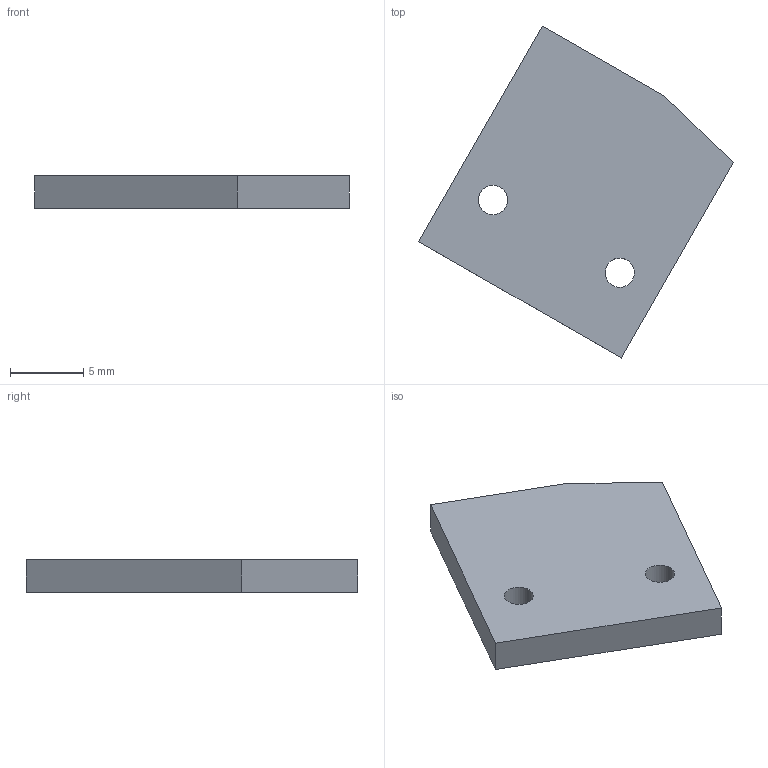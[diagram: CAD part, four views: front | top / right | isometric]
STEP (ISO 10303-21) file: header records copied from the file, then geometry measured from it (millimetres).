
FILE_DESCRIPTION(/* description */ (''),/* implementation_level */ '2;1');
FILE_NAME(/* name */ 'Peeler switch guide.step',/* time_stamp */ '2018-03-12T15:16:04+01:00',/* author */ (''),/* organization */ (''),/* preprocessor_version */ 'ST-DEVELOPER v16.13',/* originating_system */ 'Autodesk Translation Framework v6.5.0.72',/* authorisation */ '');
FILE_SCHEMA (('AUTOMOTIVE_DESIGN { 1 0 10303 214 3 1 1 }'));
Length unit declared in the file: millimetre
Products named in the file (1): FusionComponent
Bounding box: 21.54 x 22.71 x 2.2 mm (x, y, z)
Volume: 573.4 mm3; surface area: 691 mm2
Topology: 1 solids, 1 shells, 9 faces, 25 edges, 18 vertices
Faces by surface type: plane 7, cylinder 2
Full cylindrical faces by diameter (mm): 2 x2
Entity records: 340 total; most frequent: DIRECTION 53, CARTESIAN_POINT 53, ORIENTED_EDGE 50, EDGE_CURVE 25, VERTEX_POINT 18, AXIS2_PLACEMENT_3D 18, LINE 17, VECTOR 17
